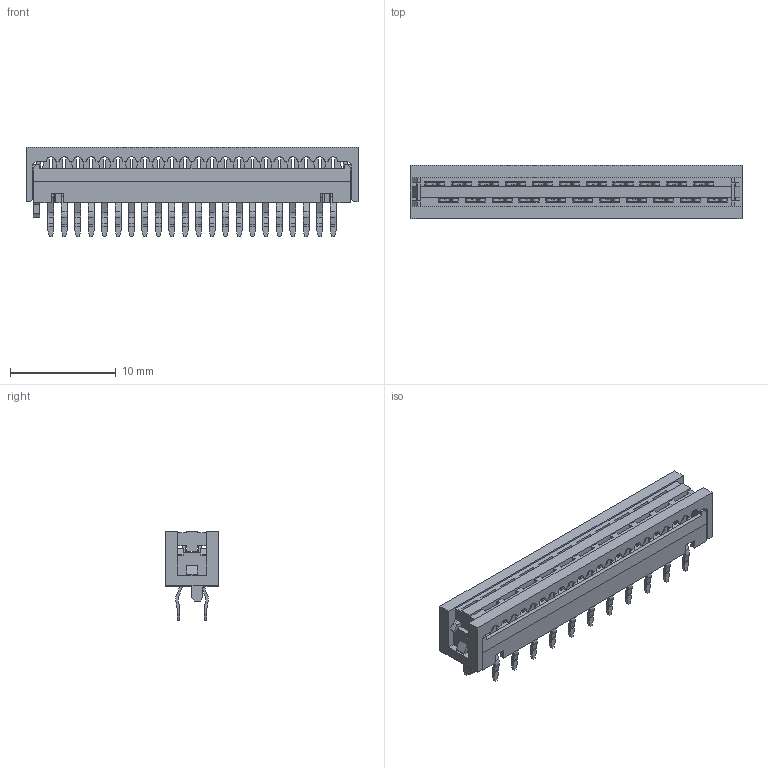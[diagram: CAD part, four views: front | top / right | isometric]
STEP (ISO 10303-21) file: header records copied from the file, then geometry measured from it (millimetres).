
FILE_DESCRIPTION(/* description */ ('Unknown'),/* implementation_level */ '2;1');
FILE_NAME(/* name */ 'J_Wurth_WR-MM_690207102272',/* time_stamp */ '2025-05-26T17:43:19+08:00',/* author */ ('Unknown'),/* organization */ ('Unknown'),/* preprocessor_version */ 'ST-DEVELOPER v19.4',/* originating_system */ 'Solid Edge',/* authorisation */ 'Unknown');
FILE_SCHEMA (('AUTOMOTIVE_DESIGN {1 0 10303 214 3 1 1}'));
Length unit declared in the file: millimetre
Products named in the file (2): J_Wurth_WR-MM_690207102272
Assembly tree (1 placements, depth 2):
  J_Wurth_WR-MM_690207102272
    J_Wurth_WR-MM_690207102272
Bounding box: 31.37 x 5 x 8.45 mm (x, y, z)
Volume: 457.7 mm3; surface area: 1924.1 mm2
Topology: 24 solids, 24 shells, 1618 faces, 4834 edges, 3192 vertices
Faces by surface type: plane 1130, cylinder 488
Entity records: 54447 total; most frequent: ORIENTED_EDGE 9668, CARTESIAN_POINT 9646, DIRECTION 9050, EDGE_CURVE 4834, LINE 3858, VECTOR 3858, VERTEX_POINT 3192, AXIS2_PLACEMENT_3D 2596
